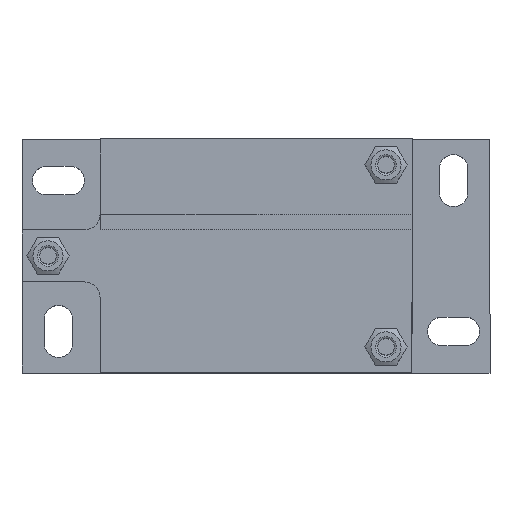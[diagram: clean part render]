
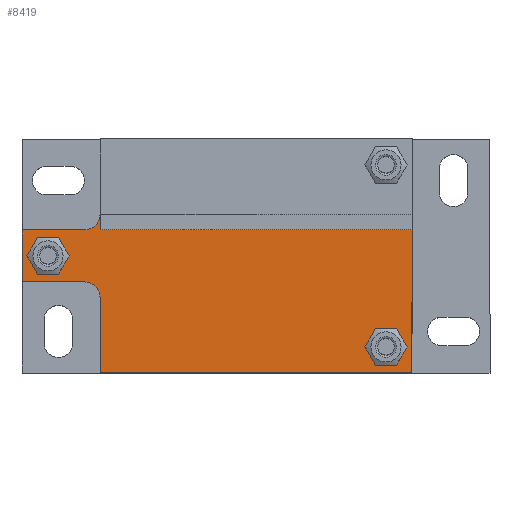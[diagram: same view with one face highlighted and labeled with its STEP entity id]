
A CAD part, top view. The second image highlights one B-rep face of the part: STEP entity #8419.
In plain terms, the highlighted planar face has unit normal (0, 0, 1).
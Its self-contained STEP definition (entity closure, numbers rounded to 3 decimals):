
#714=CARTESIAN_POINT('',(67.1,5.0,17.0));
#715=VERTEX_POINT('',#714);
#716=CARTESIAN_POINT('',(70.0,5.0,17.0));
#717=DIRECTION('',(0.0,0.0,-1.0));
#718=DIRECTION('',(-1.0,0.0,0.0));
#719=AXIS2_PLACEMENT_3D('',#716,#717,#718);
#720=CIRCLE('',#719,2.9);
#721=EDGE_CURVE('',#715,#715,#720,.T.);
#1094=CARTESIAN_POINT('',(2.1,22.5,17.0));
#1095=VERTEX_POINT('',#1094);
#1096=CARTESIAN_POINT('',(5.0,22.5,17.0));
#1097=DIRECTION('',(0.0,0.0,-1.0));
#1098=DIRECTION('',(-1.0,0.0,0.0));
#1099=AXIS2_PLACEMENT_3D('',#1096,#1097,#1098);
#1100=CIRCLE('',#1099,2.9);
#1101=EDGE_CURVE('',#1095,#1095,#1100,.T.);
#7972=CARTESIAN_POINT('',(15.,27.5,17.0));
#7973=VERTEX_POINT('',#7972);
#7980=CARTESIAN_POINT('',(75.0,27.5,17.0));
#7981=VERTEX_POINT('',#7980);
#7982=CARTESIAN_POINT('',(75.0,27.5,17.0));
#7983=DIRECTION('',(-1.0,0.0,0.0));
#7984=VECTOR('',#7983,60.0);
#7985=LINE('',#7982,#7984);
#7986=EDGE_CURVE('',#7981,#7973,#7985,.T.);
#8071=CARTESIAN_POINT('',(15.,30.5,17.0));
#8072=VERTEX_POINT('',#8071);
#8079=CARTESIAN_POINT('',(15.,27.5,17.0));
#8080=DIRECTION('',(0.0,1.0,0.0));
#8081=VECTOR('',#8080,3.);
#8082=LINE('',#8079,#8081);
#8083=EDGE_CURVE('',#7973,#8072,#8082,.T.);
#8185=CARTESIAN_POINT('',(12.,17.5,17.0));
#8186=VERTEX_POINT('',#8185);
#8187=CARTESIAN_POINT('',(15.,14.5,17.0));
#8188=VERTEX_POINT('',#8187);
#8189=CARTESIAN_POINT('',(12.,14.5,17.0));
#8190=DIRECTION('',(0.0,0.0,-1.0));
#8191=DIRECTION('',(0.0,1.0,0.0));
#8192=AXIS2_PLACEMENT_3D('',#8189,#8190,#8191);
#8193=CIRCLE('',#8192,3.);
#8194=EDGE_CURVE('',#8186,#8188,#8193,.T.);
#8227=CARTESIAN_POINT('',(15.,0.,17.0));
#8228=VERTEX_POINT('',#8227);
#8229=CARTESIAN_POINT('',(15.,14.5,17.0));
#8230=DIRECTION('',(0.0,-1.0,0.0));
#8231=VECTOR('',#8230,14.5);
#8232=LINE('',#8229,#8231);
#8233=EDGE_CURVE('',#8188,#8228,#8232,.T.);
#8258=CARTESIAN_POINT('',(0.0,17.5,17.0));
#8259=VERTEX_POINT('',#8258);
#8260=CARTESIAN_POINT('',(0.0,17.5,17.0));
#8261=DIRECTION('',(1.0,0.0,0.0));
#8262=VECTOR('',#8261,12.);
#8263=LINE('',#8260,#8262);
#8264=EDGE_CURVE('',#8259,#8186,#8263,.T.);
#8289=CARTESIAN_POINT('',(12.,27.5,17.0));
#8290=VERTEX_POINT('',#8289);
#8291=CARTESIAN_POINT('',(12.,30.5,17.0));
#8292=DIRECTION('',(0.0,0.0,-1.0));
#8293=DIRECTION('',(1.0,0.0,0.0));
#8294=AXIS2_PLACEMENT_3D('',#8291,#8292,#8293);
#8295=CIRCLE('',#8294,3.);
#8296=EDGE_CURVE('',#8072,#8290,#8295,.T.);
#8329=CARTESIAN_POINT('',(0.0,27.5,17.0));
#8330=VERTEX_POINT('',#8329);
#8331=CARTESIAN_POINT('',(12.,27.5,17.0));
#8332=DIRECTION('',(-1.0,0.0,0.0));
#8333=VECTOR('',#8332,12.);
#8334=LINE('',#8331,#8333);
#8335=EDGE_CURVE('',#8290,#8330,#8334,.T.);
#8379=CARTESIAN_POINT('',(37.5,22.5,17.0));
#8380=DIRECTION('',(0.0,0.0,-1.0));
#8381=DIRECTION('',(-1.0,0.0,0.0));
#8382=AXIS2_PLACEMENT_3D('',#8379,#8380,#8381);
#8383=PLANE('',#8382);
#8384=ORIENTED_EDGE('',*,*,#8083,.T.);
#8385=ORIENTED_EDGE('',*,*,#8296,.T.);
#8386=ORIENTED_EDGE('',*,*,#8335,.T.);
#8387=CARTESIAN_POINT('',(0.,17.5,17.0));
#8388=DIRECTION('',(0.0,1.0,0.0));
#8389=VECTOR('',#8388,10.);
#8390=LINE('',#8387,#8389);
#8391=EDGE_CURVE('',#8259,#8330,#8390,.T.);
#8392=ORIENTED_EDGE('',*,*,#8391,.F.);
#8393=ORIENTED_EDGE('',*,*,#8264,.T.);
#8394=ORIENTED_EDGE('',*,*,#8194,.T.);
#8395=ORIENTED_EDGE('',*,*,#8233,.T.);
#8396=CARTESIAN_POINT('',(75.,0.,17.0));
#8397=VERTEX_POINT('',#8396);
#8398=CARTESIAN_POINT('',(75.,0.,17.0));
#8399=DIRECTION('',(-1.0,0.0,0.0));
#8400=VECTOR('',#8399,60.0);
#8401=LINE('',#8398,#8400);
#8402=EDGE_CURVE('',#8397,#8228,#8401,.T.);
#8403=ORIENTED_EDGE('',*,*,#8402,.F.);
#8404=CARTESIAN_POINT('',(75.,27.5,17.0));
#8405=DIRECTION('',(0.0,-1.0,0.0));
#8406=VECTOR('',#8405,27.5);
#8407=LINE('',#8404,#8406);
#8408=EDGE_CURVE('',#7981,#8397,#8407,.T.);
#8409=ORIENTED_EDGE('',*,*,#8408,.F.);
#8410=ORIENTED_EDGE('',*,*,#7986,.T.);
#8411=EDGE_LOOP('',(#8384,#8385,#8386,#8392,#8393,#8394,#8395,#8403,#8409,#8410));
#8412=FACE_OUTER_BOUND('',#8411,.T.);
#8413=ORIENTED_EDGE('',*,*,#721,.T.);
#8414=EDGE_LOOP('',(#8413));
#8415=FACE_BOUND('',#8414,.T.);
#8416=ORIENTED_EDGE('',*,*,#1101,.T.);
#8417=EDGE_LOOP('',(#8416));
#8418=FACE_BOUND('',#8417,.T.);
#8419=ADVANCED_FACE('',(#8412,#8415,#8418),#8383,.F.);
